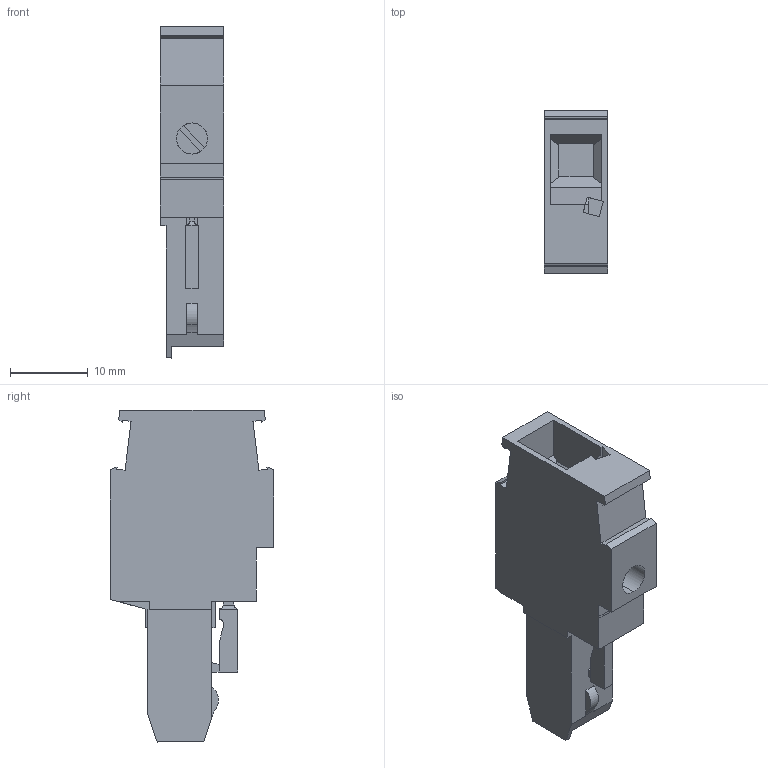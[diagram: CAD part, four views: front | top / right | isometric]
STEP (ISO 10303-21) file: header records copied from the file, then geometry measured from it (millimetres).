
FILE_DESCRIPTION(('Creo Elements/Direct Modeling STEP Export'),'2;1');
FILE_NAME('model.stp','2021-02-04T 0:29:20',(''),(''),'Creo Elements/Direct Modeling STEP processor for AP214 (Solid Model)','Creo Elements/Direct Modeling 20.1D 10-Oct-2020 (C) Parametric Technology GmbH','');
FILE_SCHEMA(('AUTOMOTIVE_DESIGN { 1 0 10303 214 1 1 1 1 }'));
Length unit declared in the file: millimetre
Products named in the file (2): UP_6_1_M_BU-select
Assembly tree (1 placements, depth 2):
  UP_6_1_M_BU-select
    UP_6_1_M_BU-select
Bounding box: 8.15 x 21 x 42.7 mm (x, y, z)
Volume: 4005.4 mm3; surface area: 3083.2 mm2
Topology: 1 solids, 1 shells, 187 faces, 529 edges, 347 vertices
Faces by surface type: plane 135, cylinder 35, torus 8, extrusion 5, bspline 4
Entity records: 8741 total; most frequent: CARTESIAN_POINT 2290, ORIENTED_EDGE 1058, DIRECTION 958, EDGE_CURVE 529, VECTOR 416, LINE 403, VERTEX_POINT 347, AXIS2_PLACEMENT_3D 271
